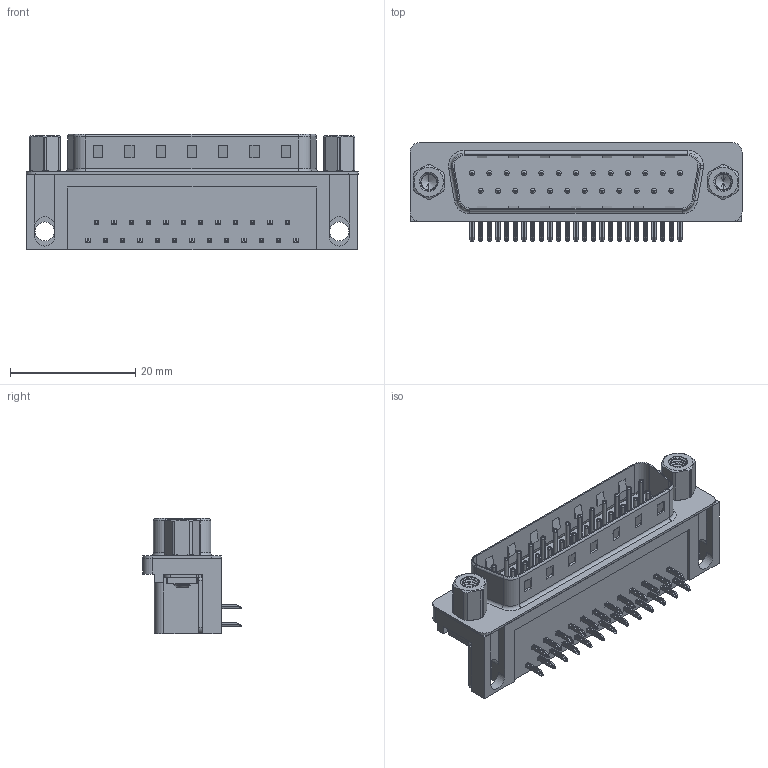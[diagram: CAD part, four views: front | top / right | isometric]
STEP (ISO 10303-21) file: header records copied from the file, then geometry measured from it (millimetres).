
FILE_DESCRIPTION (( 'STEP AP203' ), '1' );
FILE_NAME ('621-025-360-016.STEP', '2019-11-19T04:09:28', ( '' ), ( '' ), 'SwSTEP 2.0', 'SolidWorks 2016', '' );
FILE_SCHEMA (( 'CONFIG_CONTROL_DESIGN' ));
Length unit declared in the file: millimetre
Products named in the file (8): 621 Contact Bottom; 621 M3 Threaded Rivet; 621 Housing_25 Socket; 621 M3 Hex Standoff 5; 621 Thru Hole Board Mount; 621-025-360-016; 621 Shell_25 Socket; 621 Contact Top
Assembly tree (33 placements, depth 2):
  621-025-360-016
    621 Housing_25 Socket
    621 Shell_25 Socket
    621 Contact Bottom  x12
    621 Contact Top  x13
    621 Thru Hole Board Mount  x2
    621 M3 Threaded Rivet  x2
    621 M3 Hex Standoff 5  x2
Bounding box: 53.04 x 15.73 x 18.4 mm (x, y, z)
Volume: 6585.1 mm3; surface area: 8201.8 mm2
Topology: 33 solids, 33 shells, 2409 faces, 6013 edges, 3727 vertices
Faces by surface type: plane 1425, cylinder 755, torus 181, cone 30, bspline 18
Entity records: 27587 total; most frequent: CARTESIAN_POINT 8429, ORIENTED_EDGE 3664, DIRECTION 3656, EDGE_CURVE 1832, AXIS2_PLACEMENT_3D 1219, VECTOR 1218, LINE 1218, VERTEX_POINT 1178
